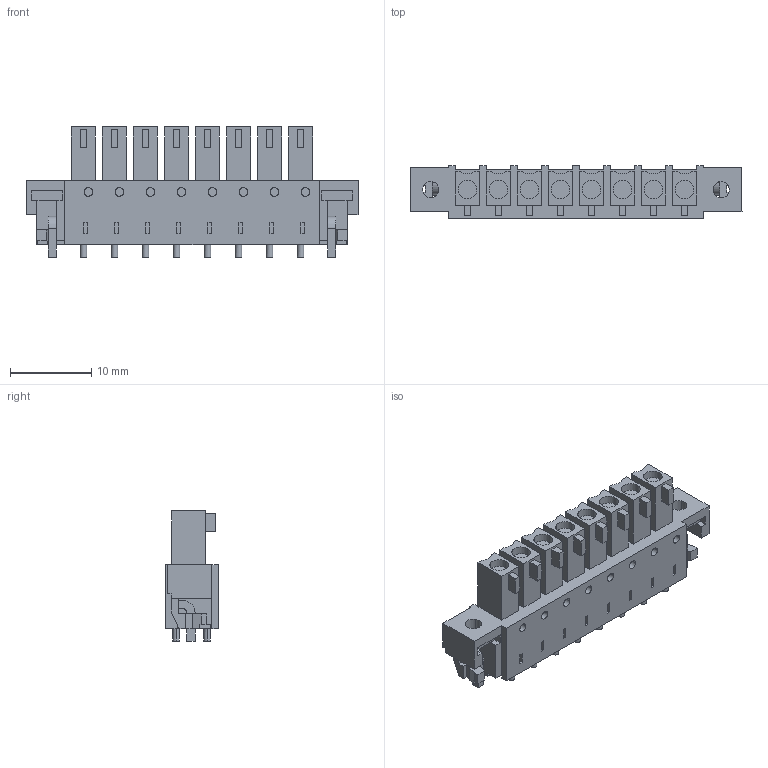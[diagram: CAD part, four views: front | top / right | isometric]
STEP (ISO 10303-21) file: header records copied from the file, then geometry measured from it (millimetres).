
FILE_DESCRIPTION(('CATIA V5 STEP Exchange','CAx-IF Rec.Pracs.--- Model Styling and Organization---1.4--- 2014-01-23'),'2;1');
FILE_NAME ('D1447101_1_1029330000_1029330000.stp','2023-04-28T10:36:37+00:00',('none'),('Weidmueller'),'CATIA Version 5-6 Release 2016 SP3 HF44','CATIA V5 STEP AP214','none');
FILE_SCHEMA(('AUTOMOTIVE_DESIGN { 1 0 10303 214 1 1 1 1 }'));
Length unit declared in the file: millimetre
Products named in the file (1): 1029330000
Bounding box: 40.78 x 6.45 x 16 mm (x, y, z)
Volume: 2215.7 mm3; surface area: 2602.1 mm2
Topology: 19 solids, 19 shells, 628 faces, 1574 edges, 1022 vertices
Faces by surface type: plane 548, cylinder 80
Entity records: 17615 total; most frequent: CARTESIAN_POINT 3286, ORIENTED_EDGE 3148, DIRECTION 2271, EDGE_CURVE 1574, VECTOR 1382, LINE 1382, VERTEX_POINT 1022, EDGE_LOOP 674
